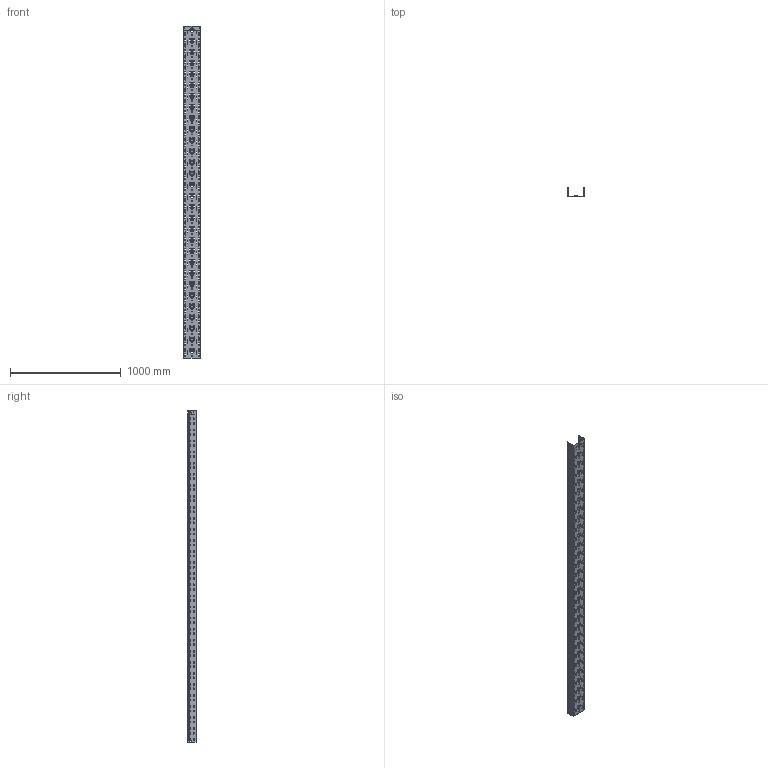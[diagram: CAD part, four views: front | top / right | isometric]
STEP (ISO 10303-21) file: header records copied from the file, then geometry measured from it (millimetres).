
FILE_DESCRIPTION(/* description */ (''),/* implementation_level */ '2;1');
FILE_NAME(/* name */ 'LPplus80x150x1.0x3000.ipt.stp',/* time_stamp */ '2023-05-26T12:33:27+03:00',/* author */ ('Ртищев А.О.'),/* organization */ (''),/* preprocessor_version */ 'ST-DEVELOPER v19.2',/* originating_system */ 'Autodesk Inventor 2023',/* authorisation */ '');
FILE_SCHEMA (('AUTOMOTIVE_DESIGN { 1 0 10303 214 3 1 1 }'));
Products named in the file (1): LPplus
Bounding box: 149.95 x 81.5 x 3000 mm (x, y, z)
Volume: 929067.4 mm3; surface area: 1895381.1 mm2
Topology: 1 solids, 1 shells, 2397 faces, 7113 edges, 4710 vertices
Faces by surface type: cylinder 1202, plane 1163, bspline 32
Full cylindrical faces by diameter (mm): 20 x29
Entity records: 85703 total; most frequent: CARTESIAN_POINT 14559, DIRECTION 14269, ORIENTED_EDGE 14226, EDGE_CURVE 7113, AXIS2_PLACEMENT_3D 4804, VERTEX_POINT 4710, LINE 4661, VECTOR 4661
